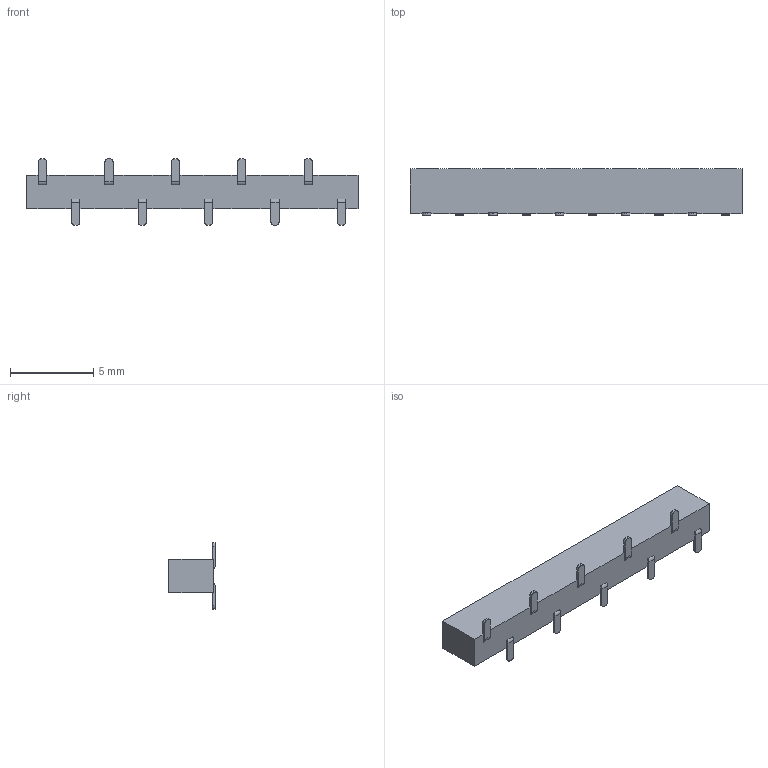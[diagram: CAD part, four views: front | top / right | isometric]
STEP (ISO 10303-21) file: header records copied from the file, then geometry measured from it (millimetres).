
FILE_DESCRIPTION( ('This file contains a STEP AP42 implementation' ,'as created by ZW3D STEP Interface translator.') ,'2;1' );
FILE_NAME( '2227T-1XXMXXCUNX1.stp' ,'23 412. 92820', (''), ('ZWCAD Software Co.'), 'Version 1.0', 'ZW3D to STEP translator', '' );
FILE_SCHEMA(('AUTOMOTIVE_DESIGN { 1 0 10303 214 1 1 1 1 }'));
Length unit declared in the file: millimetre
Products named in the file (2): 0; 2227T-120MXXCUNX1
Bounding box: 20 x 2.8 x 4 mm (x, y, z)
Surface area: 370.1 mm2 (no closed solid volume)
Topology: 0 solids, 1 shells, 814 faces, 2349 edges, 1522 vertices
Faces by surface type: plane 474, cylinder 170, bspline 170
Entity records: 36859 total; most frequent: CARTESIAN_POINT 19291, ORIENTED_EDGE 4744, EDGE_CURVE 2349, B_SPLINE_CURVE_WITH_KNOTS 2036, DIRECTION 1623, VERTEX_POINT 1527, EDGE_LOOP 849, FACE_OUTER_BOUND 814
